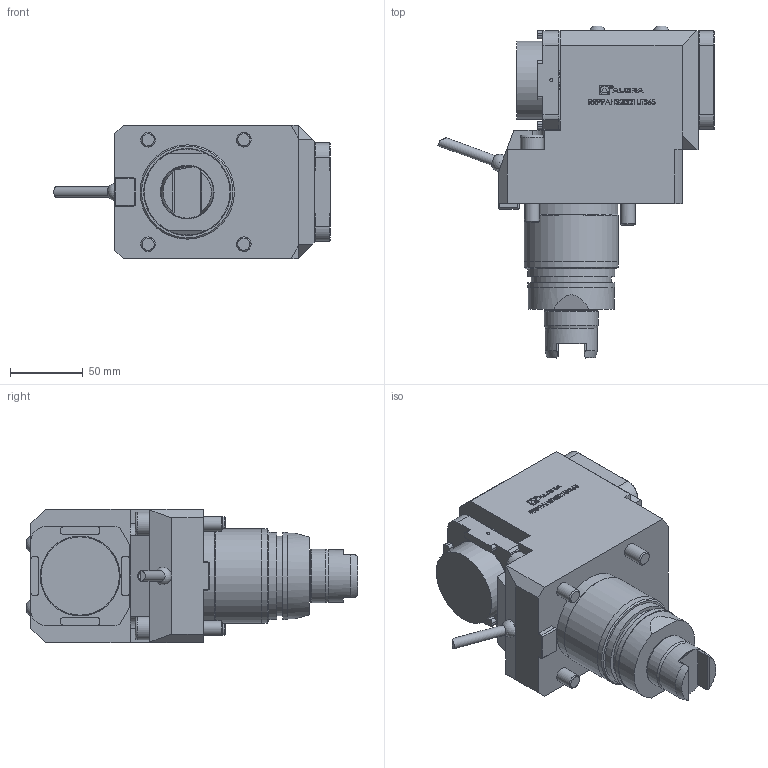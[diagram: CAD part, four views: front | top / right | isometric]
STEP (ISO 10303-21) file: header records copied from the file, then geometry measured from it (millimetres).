
FILE_DESCRIPTION (( 'STEP AP214' ), '1' );
FILE_NAME ('RRPPAH32I321UTS65.STEP', '2025-10-24T07:08:19', ( '' ), ( '' ), 'SwSTEP 2.0', 'SolidWorks 2023', '' );
FILE_SCHEMA (( 'AUTOMOTIVE_DESIGN' ));
Length unit declared in the file: millimetre
Products named in the file (1): RRPPAH32I321UTS65
Bounding box: 190.41 x 228.8 x 92 mm (x, y, z)
Volume: 1565383.4 mm3; surface area: 103114.8 mm2
Topology: 1 solids, 1 shells, 574 faces, 1478 edges, 975 vertices
Faces by surface type: plane 346, bspline 106, cylinder 86, cone 29, sphere 5, torus 2
Full cylindrical faces by diameter (mm): 1.7 x1, 2.1 x1, 4 x1, 6.366 x1, 7 x1, 10 x4, 10.5 x4, 16 x2, 35 x1, 36 x1, 37 x1, 54 x1, 55 x1, 59 x1, 60 x2, 64 x1, 64.98 x1, 65 x2
Entity records: 26320 total; most frequent: CARTESIAN_POINT 9388, ORIENTED_EDGE 2844, DIRECTION 2326, EDGE_CURVE 1422, LINE 974, VECTOR 974, VERTEX_POINT 960, EDGE_LOOP 684
